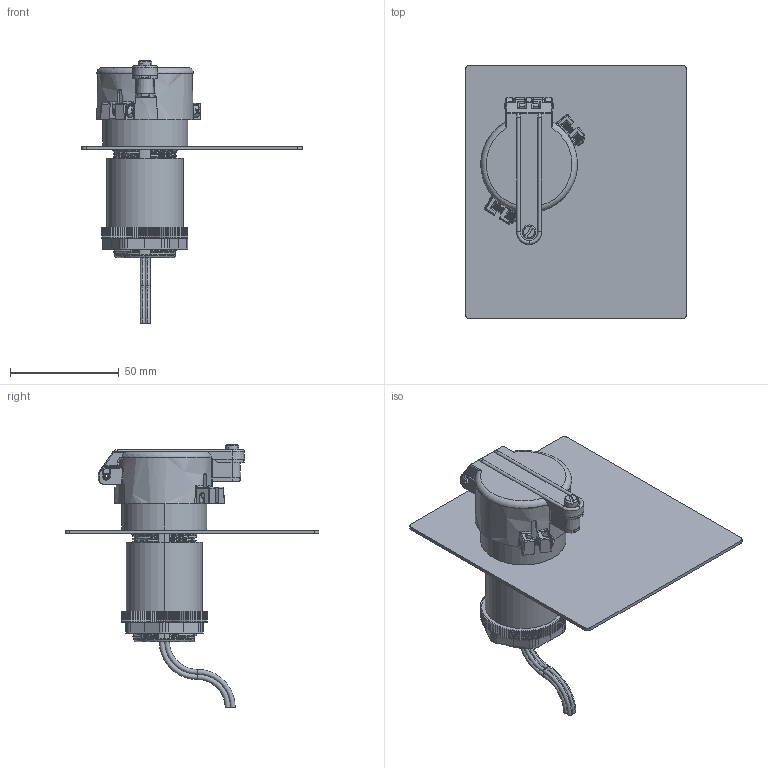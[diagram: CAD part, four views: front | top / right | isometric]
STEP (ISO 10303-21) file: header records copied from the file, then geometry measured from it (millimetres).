
FILE_DESCRIPTION (( 'STEP AP203' ), '1' );
FILE_NAME ('R-3MT-KIT-H_3D.STEP', '2022-03-24T14:36:40', ( '' ), ( '' ), 'SwSTEP 2.0', 'SolidWorks 2021', '' );
FILE_SCHEMA (( 'CONFIG_CONTROL_DESIGN' ));
Length unit declared in the file: millimetre
Products named in the file (15): R-3MT_NUT; R-3MT-CAP; R-3MT-LH_FP060_1; R-3MT_SLEEVE; R-3MT-KIT; R-3MT_UNIT; Z-005-PIN094X875SS; Z-000-4-201_2PPHPLST_90380A110; Z-004-440S51-INSERT; Z-101-3MT-CAP_BODY; Z-000-4407_16 SCPTVSS; R-3MT-KIT-H_3D; R-3MT; Z-101-3MT-CAP_LID; R-3MT_ORING
Assembly tree (15 placements, depth 4):
  R-3MT-KIT-H_3D
    R-3MT-LH_FP060_1
    R-3MT-KIT
      R-3MT-CAP
        Z-101-3MT-CAP_BODY
        Z-101-3MT-CAP_LID
        Z-005-PIN094X875SS
        Z-000-4407_16 SCPTVSS
        Z-004-440S51-INSERT
        Z-000-4-201_2PPHPLST_90380A110  x2
      R-3MT
        R-3MT_UNIT
        R-3MT_NUT
        R-3MT_ORING
        R-3MT_SLEEVE
Bounding box: 101.6 x 116.84 x 120.93 mm (x, y, z)
Volume: 111394.7 mm3; surface area: 64439 mm2
Topology: 20 solids, 20 shells, 1858 faces, 5109 edges, 3266 vertices
Faces by surface type: plane 630, bspline 533, cylinder 478, torus 90, cone 75, sphere 52
Entity records: 97984 total; most frequent: CARTESIAN_POINT 58463, ORIENTED_EDGE 9522, DIRECTION 5334, EDGE_CURVE 4761, VERTEX_POINT 3047, B_SPLINE_CURVE_WITH_KNOTS 2306, EDGE_LOOP 1786, AXIS2_PLACEMENT_3D 1783
